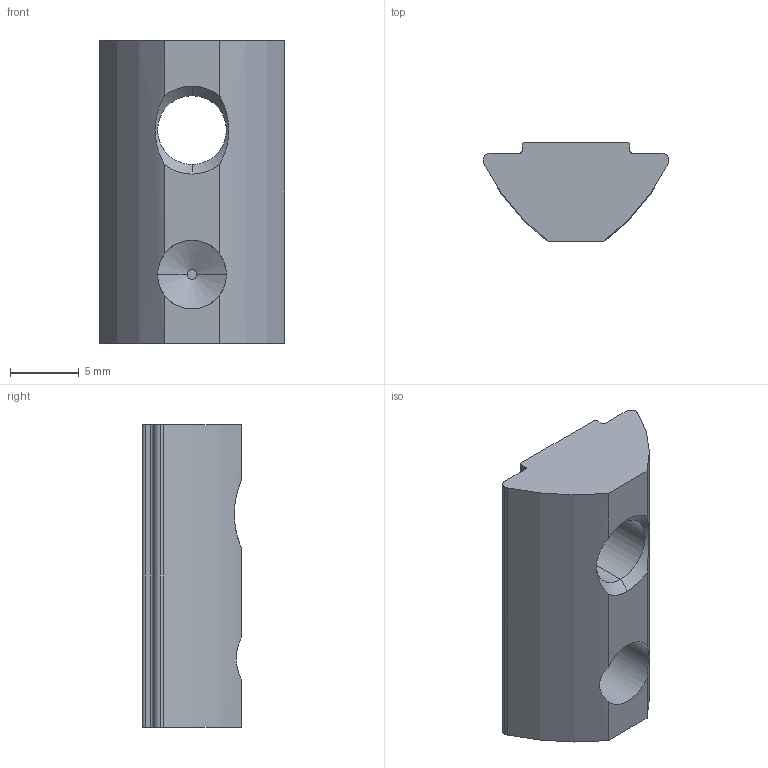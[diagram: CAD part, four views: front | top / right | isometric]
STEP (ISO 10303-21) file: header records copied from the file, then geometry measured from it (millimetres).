
FILE_DESCRIPTION(/* description */ (''),/* implementation_level */ '2;1');
FILE_NAME(/* name */ 'NI-1020_Nutenstein_M6_steg_verzinkt-8.stp',/* time_stamp */ '2020-07-20T12:45:55+02:00',/* author */ ('jmaun'),/* organization */ ('maunsystem'),/* preprocessor_version */ 'ST-DEVELOPER v17',/* originating_system */ 'Autodesk Inventor 2019',/* authorisation */ '');
FILE_SCHEMA (('AUTOMOTIVE_DESIGN { 1 0 10303 214 3 1 1 }'));
Length unit declared in the file: millimetre
Products named in the file (1): NI-1020_Nutenstein_M6_steg_verzinkt-8
Bounding box: 13.5 x 7.2 x 22 mm (x, y, z)
Volume: 1262.2 mm3; surface area: 1056.1 mm2
Topology: 1 solids, 1 shells, 30 faces, 81 edges, 52 vertices
Faces by surface type: cylinder 13, plane 11, cone 6
Entity records: 1077 total; most frequent: CARTESIAN_POINT 222, DIRECTION 171, ORIENTED_EDGE 162, EDGE_CURVE 81, AXIS2_PLACEMENT_3D 65, VERTEX_POINT 52, LINE 41, VECTOR 41
